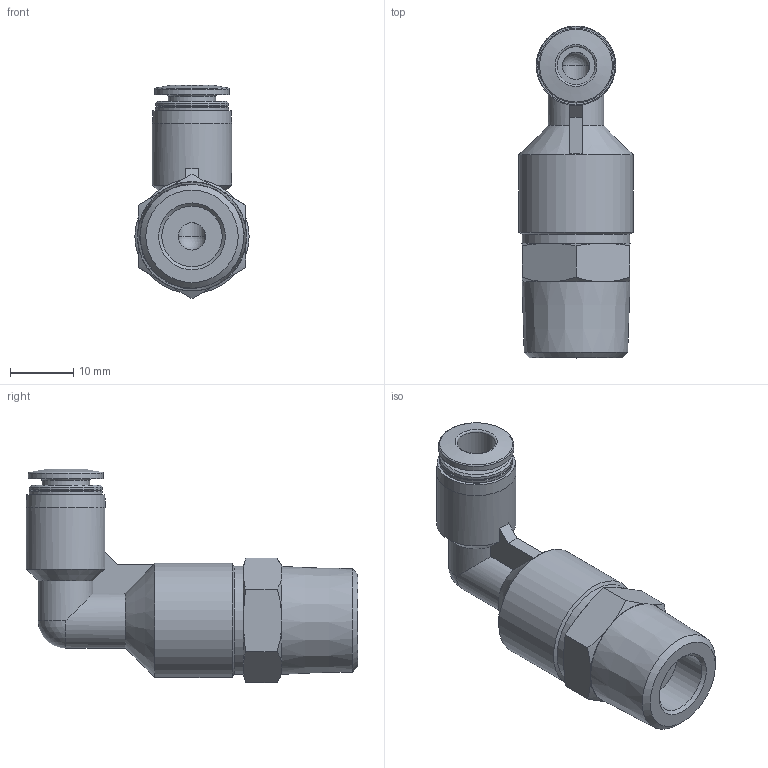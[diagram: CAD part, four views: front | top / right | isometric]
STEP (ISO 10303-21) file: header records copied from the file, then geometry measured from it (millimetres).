
FILE_DESCRIPTION(/* description */ ('STEP AP214'),/* implementation_level */ '2;1');
FILE_NAME(/* name */ '190663_QSLL-3_8-6',/* time_stamp */ '2024-09-12T08:50:58+02:00',/* author */ ('License CC BY-ND 4.0'),/* organization */ ('CADENAS'),/* preprocessor_version */ 'ST-DEVELOPER v19.3',/* originating_system */ 'PARTsolutions',/* authorisation */ ' ');
FILE_SCHEMA (('AUTOMOTIVE_DESIGN {1 0 10303 214 3 1 1}'));
Length unit declared in the file: millimetre
Products named in the file (1): 190663 QSLL-3/8-6
Bounding box: 18 x 52.25 x 33.62 mm (x, y, z)
Volume: 9609.4 mm3; surface area: 4726.4 mm2
Topology: 1 solids, 1 shells, 66 faces, 163 edges, 101 vertices
Faces by surface type: plane 29, cone 19, cylinder 13, torus 3, sphere 2
Full cylindrical faces by diameter (mm): 4.3 x2, 6 x1, 7.5 x1, 9.521 x1, 11.5 x2, 11.8 x1, 12.5 x1, 17 x1, 18 x1
Entity records: 2273 total; most frequent: CARTESIAN_POINT 393, DIRECTION 288, ORIENTED_EDGE 258, EDGE_CURVE 129, AXIS2_PLACEMENT_3D 126, EDGE_LOOP 98, FACE_BOUND 98, VERTEX_POINT 95
